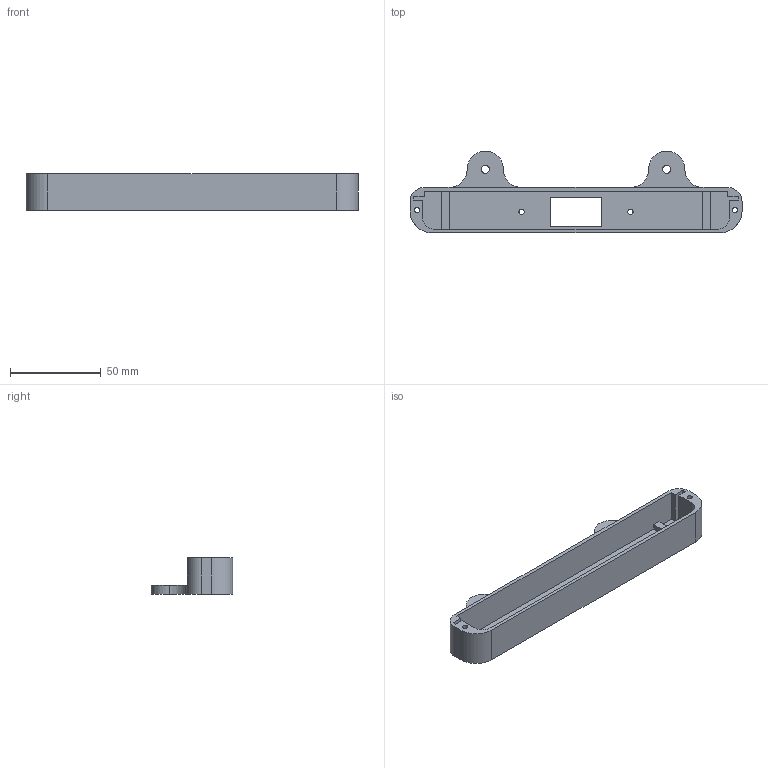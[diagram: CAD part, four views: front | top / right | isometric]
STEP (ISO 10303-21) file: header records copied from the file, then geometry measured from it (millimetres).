
FILE_DESCRIPTION(('FreeCAD Model'),'2;1');
FILE_NAME('Open CASCADE Shape Model','2022-05-28T03:15:26',('Author'),( ''),'Open CASCADE STEP processor 7.5','FreeCAD','Unknown');
FILE_SCHEMA(('AUTOMOTIVE_DESIGN { 1 0 10303 214 1 1 1 1 }'));
Length unit declared in the file: millimetre
Products named in the file (1): radiation_sensor_bot
Bounding box: 183 x 45 x 20 mm (x, y, z)
Volume: 28989.6 mm3; surface area: 25768.9 mm2
Topology: 1 solids, 1 shells, 56 faces, 156 edges, 103 vertices
Faces by surface type: plane 38, cylinder 18
Full cylindrical faces by diameter (mm): 2.9 x4, 4.5 x2
Entity records: 3891 total; most frequent: CARTESIAN_POINT 664, DIRECTION 615, LINE 390, VECTOR 390, ORIENTED_EDGE 312, PCURVE 312, DEFINITIONAL_REPRESENTATION 312, EDGE_CURVE 156
